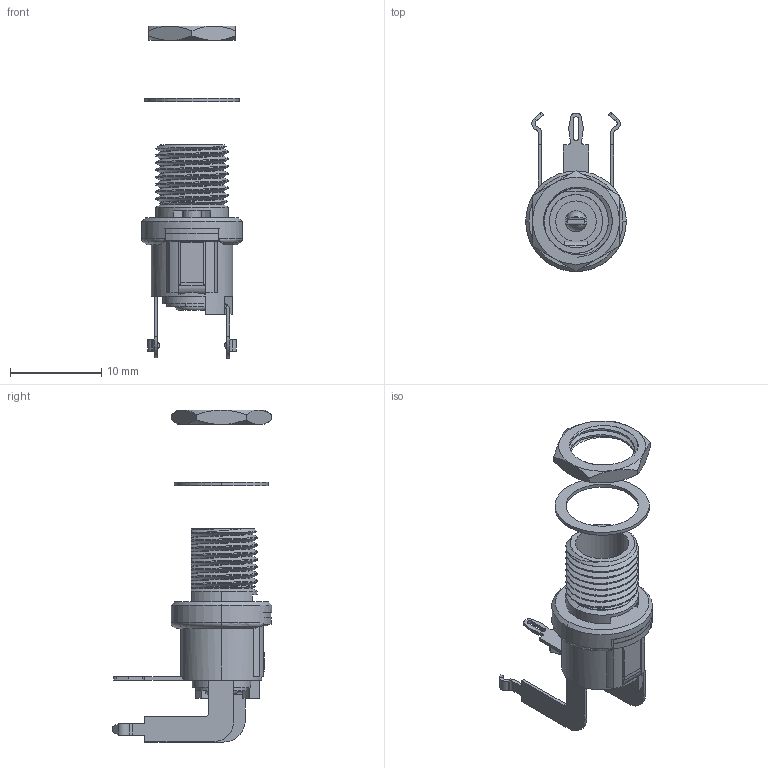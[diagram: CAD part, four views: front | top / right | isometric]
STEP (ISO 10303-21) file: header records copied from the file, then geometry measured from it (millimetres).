
FILE_DESCRIPTION(('FreeCAD Model'),'2;1');
FILE_NAME('Open CASCADE Shape Model','2024-01-06T11:16:21',('Author'),( ''),'Open CASCADE STEP processor 7.6','FreeCAD','Unknown');
FILE_SCHEMA(('AUTOMOTIVE_DESIGN { 1 0 10303 214 1 1 1 1 }'));
Length unit declared in the file: millimetre
Products named in the file (4): Unnamed; Solid002; Solid003; Solid001
Assembly tree (3 placements, depth 2):
  Unnamed
    Solid002
    Solid003
    Solid001
Bounding box: 11.02 x 17.45 x 36.37 mm (x, y, z)
Volume: 800.5 mm3; surface area: 1614.9 mm2
Topology: 3 solids, 3 shells, 300 faces, 834 edges, 545 vertices
Faces by surface type: cylinder 131, plane 105, cone 34, bspline 21, torus 7, revolution 2
Entity records: 32499 total; most frequent: CARTESIAN_POINT 16926, DIRECTION 2625, ORIENTED_EDGE 1668, PCURVE 1668, DEFINITIONAL_REPRESENTATION 1668, LINE 1501, VECTOR 1501, EDGE_CURVE 834
